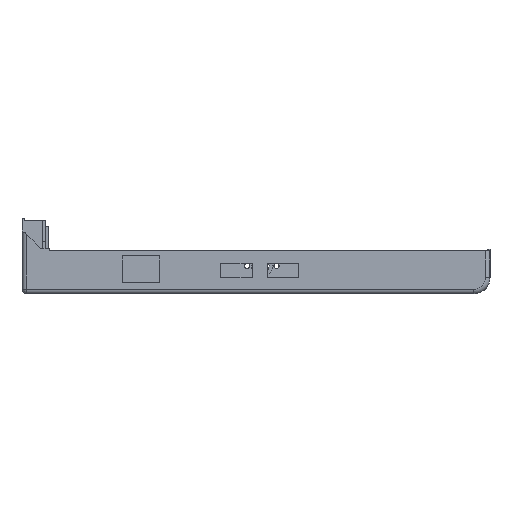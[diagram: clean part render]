
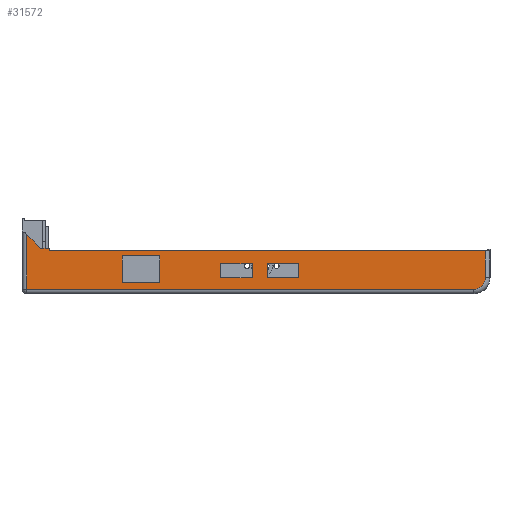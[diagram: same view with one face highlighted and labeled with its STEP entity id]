
A CAD part, left-side view. The second image highlights one B-rep face of the part: STEP entity #31572.
In plain terms, the highlighted planar face has unit normal (-1, 0, 0).
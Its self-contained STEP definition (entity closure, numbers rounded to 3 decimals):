
#192=FACE_BOUND('',#4134,.T.);
#193=FACE_BOUND('',#4135,.T.);
#194=FACE_BOUND('',#4136,.T.);
#421=PLANE('',#34526);
#1985=FACE_OUTER_BOUND('',#4133,.T.);
#4133=EDGE_LOOP('',(#23623,#23624,#23625,#23626,#23627,#23628,#23629,#23630));
#4134=EDGE_LOOP('',(#23631,#23632,#23633,#23634));
#4135=EDGE_LOOP('',(#23635,#23636,#23637,#23638));
#4136=EDGE_LOOP('',(#23639,#23640,#23641,#23642));
#6116=CIRCLE('',#33944,5.);
#8756=LINE('',#51674,#11131);
#8996=LINE('',#52855,#11371);
#9002=LINE('',#52901,#11377);
#9003=LINE('',#52903,#11378);
#9004=LINE('',#52905,#11379);
#9005=LINE('',#52907,#11380);
#9006=LINE('',#52908,#11381);
#9007=LINE('',#52911,#11382);
#9008=LINE('',#52913,#11383);
#9009=LINE('',#52915,#11384);
#9010=LINE('',#52916,#11385);
#9011=LINE('',#52919,#11386);
#9012=LINE('',#52921,#11387);
#9013=LINE('',#52923,#11388);
#9014=LINE('',#52924,#11389);
#9015=LINE('',#52927,#11390);
#9016=LINE('',#52929,#11391);
#9017=LINE('',#52931,#11392);
#9018=LINE('',#52932,#11393);
#11131=VECTOR('',#40181,10.);
#11371=VECTOR('',#41537,10.);
#11377=VECTOR('',#41587,10.);
#11378=VECTOR('',#41588,10.);
#11379=VECTOR('',#41589,10.);
#11380=VECTOR('',#41590,10.);
#11381=VECTOR('',#41591,10.);
#11382=VECTOR('',#41592,10.);
#11383=VECTOR('',#41593,10.);
#11384=VECTOR('',#41594,10.);
#11385=VECTOR('',#41595,10.);
#11386=VECTOR('',#41596,10.);
#11387=VECTOR('',#41597,10.);
#11388=VECTOR('',#41598,10.);
#11389=VECTOR('',#41599,10.);
#11390=VECTOR('',#41600,10.);
#11391=VECTOR('',#41601,10.);
#11392=VECTOR('',#41602,10.);
#11393=VECTOR('',#41603,10.);
#13736=VERTEX_POINT('',#51664);
#13737=VERTEX_POINT('',#51666);
#13738=VERTEX_POINT('',#51670);
#14103=VERTEX_POINT('',#52853);
#14115=VERTEX_POINT('',#52900);
#14116=VERTEX_POINT('',#52902);
#14117=VERTEX_POINT('',#52904);
#14118=VERTEX_POINT('',#52906);
#14119=VERTEX_POINT('',#52909);
#14120=VERTEX_POINT('',#52910);
#14121=VERTEX_POINT('',#52912);
#14122=VERTEX_POINT('',#52914);
#14123=VERTEX_POINT('',#52917);
#14124=VERTEX_POINT('',#52918);
#14125=VERTEX_POINT('',#52920);
#14126=VERTEX_POINT('',#52922);
#14127=VERTEX_POINT('',#52925);
#14128=VERTEX_POINT('',#52926);
#14129=VERTEX_POINT('',#52928);
#14130=VERTEX_POINT('',#52930);
#16938=EDGE_CURVE('',#13737,#13736,#6116,.T.);
#16941=EDGE_CURVE('',#13736,#13738,#8756,.T.);
#17520=EDGE_CURVE('',#14103,#13737,#8996,.T.);
#17537=EDGE_CURVE('',#14115,#14103,#9002,.T.);
#17538=EDGE_CURVE('',#14116,#14115,#9003,.T.);
#17539=EDGE_CURVE('',#14117,#14116,#9004,.T.);
#17540=EDGE_CURVE('',#14118,#14117,#9005,.T.);
#17541=EDGE_CURVE('',#13738,#14118,#9006,.T.);
#17542=EDGE_CURVE('',#14119,#14120,#9007,.T.);
#17543=EDGE_CURVE('',#14120,#14121,#9008,.T.);
#17544=EDGE_CURVE('',#14121,#14122,#9009,.T.);
#17545=EDGE_CURVE('',#14122,#14119,#9010,.T.);
#17546=EDGE_CURVE('',#14123,#14124,#9011,.T.);
#17547=EDGE_CURVE('',#14124,#14125,#9012,.T.);
#17548=EDGE_CURVE('',#14125,#14126,#9013,.T.);
#17549=EDGE_CURVE('',#14126,#14123,#9014,.T.);
#17550=EDGE_CURVE('',#14127,#14128,#9015,.T.);
#17551=EDGE_CURVE('',#14128,#14129,#9016,.T.);
#17552=EDGE_CURVE('',#14129,#14130,#9017,.T.);
#17553=EDGE_CURVE('',#14130,#14127,#9018,.T.);
#23623=ORIENTED_EDGE('',*,*,#17520,.F.);
#23624=ORIENTED_EDGE('',*,*,#17537,.F.);
#23625=ORIENTED_EDGE('',*,*,#17538,.F.);
#23626=ORIENTED_EDGE('',*,*,#17539,.F.);
#23627=ORIENTED_EDGE('',*,*,#17540,.F.);
#23628=ORIENTED_EDGE('',*,*,#17541,.F.);
#23629=ORIENTED_EDGE('',*,*,#16941,.F.);
#23630=ORIENTED_EDGE('',*,*,#16938,.F.);
#23631=ORIENTED_EDGE('',*,*,#17542,.T.);
#23632=ORIENTED_EDGE('',*,*,#17543,.T.);
#23633=ORIENTED_EDGE('',*,*,#17544,.T.);
#23634=ORIENTED_EDGE('',*,*,#17545,.T.);
#23635=ORIENTED_EDGE('',*,*,#17546,.T.);
#23636=ORIENTED_EDGE('',*,*,#17547,.T.);
#23637=ORIENTED_EDGE('',*,*,#17548,.T.);
#23638=ORIENTED_EDGE('',*,*,#17549,.T.);
#23639=ORIENTED_EDGE('',*,*,#17550,.T.);
#23640=ORIENTED_EDGE('',*,*,#17551,.T.);
#23641=ORIENTED_EDGE('',*,*,#17552,.T.);
#23642=ORIENTED_EDGE('',*,*,#17553,.T.);
#31572=ADVANCED_FACE('',(#1985,#192,#193,#194),#421,.F.);
#33944=AXIS2_PLACEMENT_3D('',#51668,#40174,#40175);
#34526=AXIS2_PLACEMENT_3D('',#52899,#41585,#41586);
#40174=DIRECTION('center_axis',(1.,0.,0.));
#40175=DIRECTION('ref_axis',(0.,-0.707,-0.707));
#40181=DIRECTION('',(0.,1.,0.));
#41537=DIRECTION('',(0.,0.,-1.));
#41585=DIRECTION('center_axis',(1.,0.,0.));
#41586=DIRECTION('ref_axis',(0.,1.,0.));
#41587=DIRECTION('',(0.,-1.,0.));
#41588=DIRECTION('',(0.,0.,-1.));
#41589=DIRECTION('',(0.,-1.,0.));
#41590=DIRECTION('',(0.,-0.707,-0.707));
#41591=DIRECTION('',(0.,0.,1.));
#41592=DIRECTION('',(0.,0.,-1.));
#41593=DIRECTION('',(0.,1.,0.));
#41594=DIRECTION('',(0.,0.,1.));
#41595=DIRECTION('',(0.,-1.,0.));
#41596=DIRECTION('',(0.,0.,-1.));
#41597=DIRECTION('',(0.,1.,0.));
#41598=DIRECTION('',(0.,0.,1.));
#41599=DIRECTION('',(0.,-1.,0.));
#41600=DIRECTION('',(0.,0.,-1.));
#41601=DIRECTION('',(0.,1.,0.));
#41602=DIRECTION('',(0.,0.,1.));
#41603=DIRECTION('',(0.,-1.,0.));
#51664=CARTESIAN_POINT('',(-104.,-175.907,2.));
#51666=CARTESIAN_POINT('',(-104.,-180.907,7.));
#51668=CARTESIAN_POINT('Origin',(-104.,-175.907,7.));
#51670=CARTESIAN_POINT('',(-104.,16.093,2.));
#51674=CARTESIAN_POINT('',(-104.,-82.407,2.));
#52853=CARTESIAN_POINT('',(-104.,-180.907,18.5));
#52855=CARTESIAN_POINT('',(-104.,-180.907,11.4));
#52899=CARTESIAN_POINT('Origin',(-104.,-82.407,13.25));
#52900=CARTESIAN_POINT('',(-104.,6.293,18.5));
#52901=CARTESIAN_POINT('',(-104.,6.293,18.5));
#52902=CARTESIAN_POINT('',(-104.,6.293,19.5));
#52903=CARTESIAN_POINT('',(-104.,6.293,19.5));
#52904=CARTESIAN_POINT('',(-104.,10.093,19.5));
#52905=CARTESIAN_POINT('',(-104.,10.093,19.5));
#52906=CARTESIAN_POINT('',(-104.,16.093,25.5));
#52907=CARTESIAN_POINT('',(-104.,17.093,26.5));
#52908=CARTESIAN_POINT('',(-104.,16.093,14.75));
#52909=CARTESIAN_POINT('',(-104.,-80.759,12.95));
#52910=CARTESIAN_POINT('',(-104.,-80.759,6.83));
#52911=CARTESIAN_POINT('',(-104.,-80.759,10.04));
#52912=CARTESIAN_POINT('',(-104.,-67.259,6.83));
#52913=CARTESIAN_POINT('',(-104.,-74.833,6.83));
#52914=CARTESIAN_POINT('',(-104.,-67.259,12.95));
#52915=CARTESIAN_POINT('',(-104.,-67.259,13.1));
#52916=CARTESIAN_POINT('',(-104.,-81.583,12.95));
#52917=CARTESIAN_POINT('',(-104.,-100.759,12.95));
#52918=CARTESIAN_POINT('',(-104.,-100.759,6.83));
#52919=CARTESIAN_POINT('',(-104.,-100.759,10.04));
#52920=CARTESIAN_POINT('',(-104.,-87.259,6.83));
#52921=CARTESIAN_POINT('',(-104.,-84.833,6.83));
#52922=CARTESIAN_POINT('',(-104.,-87.259,12.95));
#52923=CARTESIAN_POINT('',(-104.,-87.259,13.1));
#52924=CARTESIAN_POINT('',(-104.,-91.583,12.95));
#52925=CARTESIAN_POINT('',(-104.,-41.034,16.3));
#52926=CARTESIAN_POINT('',(-104.,-41.034,4.8));
#52927=CARTESIAN_POINT('',(-104.,-41.034,9.025));
#52928=CARTESIAN_POINT('',(-104.,-24.984,4.8));
#52929=CARTESIAN_POINT('',(-104.,-53.696,4.8));
#52930=CARTESIAN_POINT('',(-104.,-24.984,16.3));
#52931=CARTESIAN_POINT('',(-104.,-24.984,14.775));
#52932=CARTESIAN_POINT('',(-104.,-61.721,16.3));
